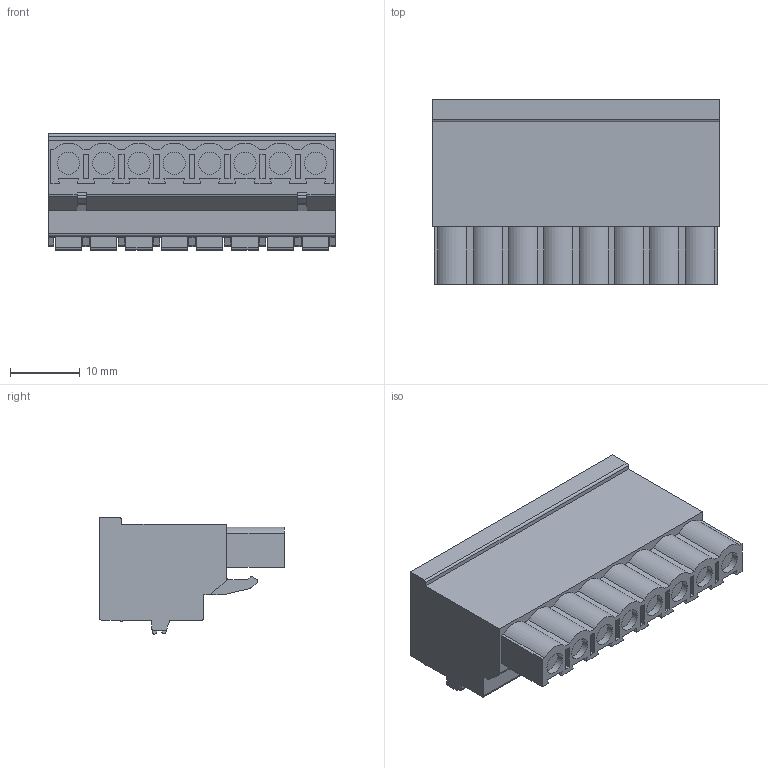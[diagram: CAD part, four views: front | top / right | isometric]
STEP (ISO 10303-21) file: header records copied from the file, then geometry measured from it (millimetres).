
FILE_DESCRIPTION((''),'2;1');
FILE_NAME('3333','2024-09-27T11:13:07',('tluser'),(''),'CREO PARAMETRIC BY PTC INC, 2018100','CREO PARAMETRIC BY PTC INC, 2018100','');
FILE_SCHEMA(('CONFIG_CONTROL_DESIGN'));
Length unit declared in the file: millimetre
Products named in the file (1): 3333
Bounding box: 41.26 x 26.6 x 16.71 mm (x, y, z)
Volume: 11412.1 mm3; surface area: 4918.2 mm2
Topology: 1 solids, 1 shells, 472 faces, 1227 edges, 818 vertices
Faces by surface type: plane 317, cylinder 155
Entity records: 14479 total; most frequent: CARTESIAN_POINT 2517, DIRECTION 2481, ORIENTED_EDGE 2454, EDGE_CURVE 1227, VECTOR 917, LINE 917, VERTEX_POINT 818, AXIS2_PLACEMENT_3D 782
